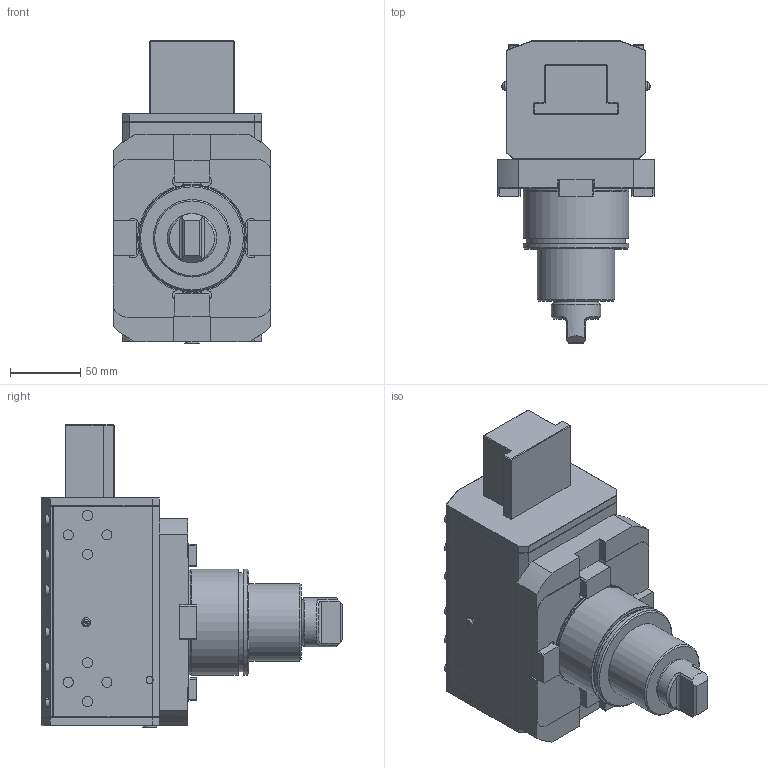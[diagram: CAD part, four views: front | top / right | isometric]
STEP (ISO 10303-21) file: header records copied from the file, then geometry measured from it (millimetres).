
FILE_DESCRIPTION (( 'STEP AP214' ), '1' );
FILE_NAME ('RRPSTRH50131UT75P.STEP', '2025-11-28T08:08:56', ( '' ), ( '' ), 'SwSTEP 2.0', 'SolidWorks 2023', '' );
FILE_SCHEMA (( 'AUTOMOTIVE_DESIGN' ));
Length unit declared in the file: millimetre
Products named in the file (1): RRPSTRH50131UT75P
Bounding box: 112 x 214.2 x 215.33 mm (x, y, z)
Volume: 2038919.5 mm3; surface area: 134393.5 mm2
Topology: 1 solids, 1 shells, 777 faces, 1969 edges, 1264 vertices
Faces by surface type: plane 519, bspline 100, cylinder 99, torus 32, cone 23, sphere 4
Full cylindrical faces by diameter (mm): 1.7 x1, 2.1 x1, 6.366 x1, 12 x4, 15 x4, 35 x1, 55 x1, 70.3 x1, 74.6 x1, 75 x2
Entity records: 32386 total; most frequent: CARTESIAN_POINT 10645, ORIENTED_EDGE 3866, DIRECTION 3376, EDGE_CURVE 1933, VECTOR 1356, LINE 1356, VERTEX_POINT 1255, AXIS2_PLACEMENT_3D 1010
